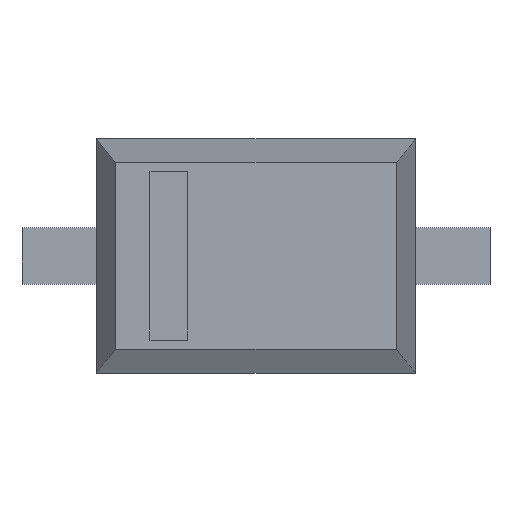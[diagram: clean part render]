
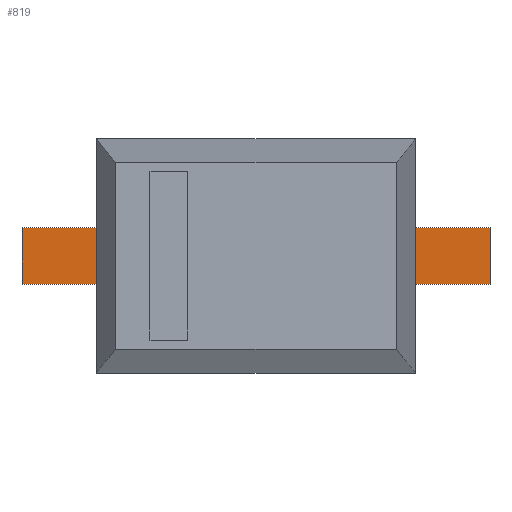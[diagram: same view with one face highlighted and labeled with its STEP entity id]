
A CAD part, top view. The second image highlights one B-rep face of the part: STEP entity #819.
In plain terms, the highlighted free-form (B-spline) face has degree [3, 3] with [4, 4] control points.
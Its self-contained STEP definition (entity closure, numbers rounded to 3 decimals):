
#450 = VERTEX_POINT('',#451);
#451 = CARTESIAN_POINT('',(-1.25,0.15,0.1));
#461 = B_SPLINE_SURFACE_WITH_KNOTS('',3,3,(
    (#462,#463,#464,#465)
    ,(#466,#467,#468,#469)
    ,(#470,#471,#472,#473)
    ,(#474,#475,#476,#477
    )),.UNSPECIFIED.,.F.,.F.,.F.,(4,4),(4,4),(0.,1.),(0.,1.),
  .PIECEWISE_BEZIER_KNOTS.);
#462 = CARTESIAN_POINT('',(-1.25,0.15,0.1));
#463 = CARTESIAN_POINT('',(-1.25,0.05,0.1));
#464 = CARTESIAN_POINT('',(-1.25,-0.05,0.1));
#465 = CARTESIAN_POINT('',(-1.25,-0.15,0.1));
#466 = CARTESIAN_POINT('',(-1.25,0.15,0.067));
#467 = CARTESIAN_POINT('',(-1.25,0.05,0.067));
#468 = CARTESIAN_POINT('',(-1.25,-0.05,0.067));
#469 = CARTESIAN_POINT('',(-1.25,-0.15,0.067));
#470 = CARTESIAN_POINT('',(-1.25,0.15,0.033));
#471 = CARTESIAN_POINT('',(-1.25,0.05,0.033));
#472 = CARTESIAN_POINT('',(-1.25,-0.05,0.033));
#473 = CARTESIAN_POINT('',(-1.25,-0.15,0.033));
#474 = CARTESIAN_POINT('',(-1.25,0.15,0.));
#475 = CARTESIAN_POINT('',(-1.25,0.05,0.));
#476 = CARTESIAN_POINT('',(-1.25,-0.05,0.));
#477 = CARTESIAN_POINT('',(-1.25,-0.15,0.));
#484 = B_SPLINE_SURFACE_WITH_KNOTS('',3,3,(
    (#485,#486,#487,#488)
    ,(#489,#490,#491,#492)
    ,(#493,#494,#495,#496)
    ,(#497,#498,#499,#500
    )),.UNSPECIFIED.,.F.,.F.,.F.,(4,4),(4,4),(0.,1.),(0.,1.),
  .PIECEWISE_BEZIER_KNOTS.);
#485 = CARTESIAN_POINT('',(-1.25,0.15,0.));
#486 = CARTESIAN_POINT('',(-0.417,0.15,0.));
#487 = CARTESIAN_POINT('',(0.417,0.15,0.));
#488 = CARTESIAN_POINT('',(1.25,0.15,0.));
#489 = CARTESIAN_POINT('',(-1.25,0.15,0.033));
#490 = CARTESIAN_POINT('',(-0.417,0.15,0.033));
#491 = CARTESIAN_POINT('',(0.417,0.15,0.033));
#492 = CARTESIAN_POINT('',(1.25,0.15,0.033));
#493 = CARTESIAN_POINT('',(-1.25,0.15,0.067));
#494 = CARTESIAN_POINT('',(-0.417,0.15,0.067));
#495 = CARTESIAN_POINT('',(0.417,0.15,0.067));
#496 = CARTESIAN_POINT('',(1.25,0.15,0.067));
#497 = CARTESIAN_POINT('',(-1.25,0.15,0.1));
#498 = CARTESIAN_POINT('',(-0.417,0.15,0.1));
#499 = CARTESIAN_POINT('',(0.417,0.15,0.1));
#500 = CARTESIAN_POINT('',(1.25,0.15,0.1));
#547 = VERTEX_POINT('',#548);
#548 = CARTESIAN_POINT('',(-1.25,-0.15,0.1));
#562 = B_SPLINE_SURFACE_WITH_KNOTS('',3,3,(
    (#563,#564,#565,#566)
    ,(#567,#568,#569,#570)
    ,(#571,#572,#573,#574)
    ,(#575,#576,#577,#578
    )),.UNSPECIFIED.,.F.,.F.,.F.,(4,4),(4,4),(0.,1.),(0.,1.),
  .PIECEWISE_BEZIER_KNOTS.);
#563 = CARTESIAN_POINT('',(1.25,-0.15,0.1));
#564 = CARTESIAN_POINT('',(1.25,-0.15,0.067));
#565 = CARTESIAN_POINT('',(1.25,-0.15,0.033));
#566 = CARTESIAN_POINT('',(1.25,-0.15,0.));
#567 = CARTESIAN_POINT('',(0.417,-0.15,0.1));
#568 = CARTESIAN_POINT('',(0.417,-0.15,0.067));
#569 = CARTESIAN_POINT('',(0.417,-0.15,0.033));
#570 = CARTESIAN_POINT('',(0.417,-0.15,0.));
#571 = CARTESIAN_POINT('',(-0.417,-0.15,0.1));
#572 = CARTESIAN_POINT('',(-0.417,-0.15,0.067));
#573 = CARTESIAN_POINT('',(-0.417,-0.15,0.033));
#574 = CARTESIAN_POINT('',(-0.417,-0.15,0.));
#575 = CARTESIAN_POINT('',(-1.25,-0.15,0.1));
#576 = CARTESIAN_POINT('',(-1.25,-0.15,0.067));
#577 = CARTESIAN_POINT('',(-1.25,-0.15,0.033));
#578 = CARTESIAN_POINT('',(-1.25,-0.15,0.));
#585 = EDGE_CURVE('',#547,#450,#586,.T.);
#586 = SURFACE_CURVE('',#587,(#592,#598),.PCURVE_S1.);
#587 = B_SPLINE_CURVE_WITH_KNOTS('',3,(#588,#589,#590,#591),
  .UNSPECIFIED.,.F.,.F.,(4,4),(-1.,0.),.PIECEWISE_BEZIER_KNOTS.);
#588 = CARTESIAN_POINT('',(-1.25,-0.15,0.1));
#589 = CARTESIAN_POINT('',(-1.25,-0.05,0.1));
#590 = CARTESIAN_POINT('',(-1.25,0.05,0.1));
#591 = CARTESIAN_POINT('',(-1.25,0.15,0.1));
#592 = PCURVE('',#461,#593);
#593 = DEFINITIONAL_REPRESENTATION('',(#594),#597);
#594 = B_SPLINE_CURVE_WITH_KNOTS('',1,(#595,#596),.UNSPECIFIED.,.F.,.F.,
  (2,2),(-1.,0.),.PIECEWISE_BEZIER_KNOTS.);
#595 = CARTESIAN_POINT('',(0.,1.));
#596 = CARTESIAN_POINT('',(0.,0.));
#597 = ( GEOMETRIC_REPRESENTATION_CONTEXT(2) 
PARAMETRIC_REPRESENTATION_CONTEXT() REPRESENTATION_CONTEXT('2D SPACE',''
  ) );
#598 = PCURVE('',#599,#616);
#599 = B_SPLINE_SURFACE_WITH_KNOTS('',3,3,(
    (#600,#601,#602,#603)
    ,(#604,#605,#606,#607)
    ,(#608,#609,#610,#611)
    ,(#612,#613,#614,#615
    )),.UNSPECIFIED.,.F.,.F.,.F.,(4,4),(4,4),(0.,1.),(0.,1.),
  .PIECEWISE_BEZIER_KNOTS.);
#600 = CARTESIAN_POINT('',(-1.25,-0.15,0.1));
#601 = CARTESIAN_POINT('',(-1.25,-0.05,0.1));
#602 = CARTESIAN_POINT('',(-1.25,0.05,0.1));
#603 = CARTESIAN_POINT('',(-1.25,0.15,0.1));
#604 = CARTESIAN_POINT('',(-0.417,-0.15,0.1));
#605 = CARTESIAN_POINT('',(-0.417,-0.05,0.1));
#606 = CARTESIAN_POINT('',(-0.417,0.05,0.1));
#607 = CARTESIAN_POINT('',(-0.417,0.15,0.1));
#608 = CARTESIAN_POINT('',(0.417,-0.15,0.1));
#609 = CARTESIAN_POINT('',(0.417,-0.05,0.1));
#610 = CARTESIAN_POINT('',(0.417,0.05,0.1));
#611 = CARTESIAN_POINT('',(0.417,0.15,0.1));
#612 = CARTESIAN_POINT('',(1.25,-0.15,0.1));
#613 = CARTESIAN_POINT('',(1.25,-0.05,0.1));
#614 = CARTESIAN_POINT('',(1.25,0.05,0.1));
#615 = CARTESIAN_POINT('',(1.25,0.15,0.1));
#616 = DEFINITIONAL_REPRESENTATION('',(#617),#620);
#617 = B_SPLINE_CURVE_WITH_KNOTS('',1,(#618,#619),.UNSPECIFIED.,.F.,.F.,
  (2,2),(-1.,0.),.PIECEWISE_BEZIER_KNOTS.);
#618 = CARTESIAN_POINT('',(0.,0.));
#619 = CARTESIAN_POINT('',(0.,1.));
#620 = ( GEOMETRIC_REPRESENTATION_CONTEXT(2) 
PARAMETRIC_REPRESENTATION_CONTEXT() REPRESENTATION_CONTEXT('2D SPACE',''
  ) );
#626 = EDGE_CURVE('',#450,#627,#629,.T.);
#627 = VERTEX_POINT('',#628);
#628 = CARTESIAN_POINT('',(1.25,0.15,0.1));
#629 = SURFACE_CURVE('',#630,(#635,#641),.PCURVE_S1.);
#630 = B_SPLINE_CURVE_WITH_KNOTS('',3,(#631,#632,#633,#634),
  .UNSPECIFIED.,.F.,.F.,(4,4),(0.,1.),.PIECEWISE_BEZIER_KNOTS.);
#631 = CARTESIAN_POINT('',(-1.25,0.15,0.1));
#632 = CARTESIAN_POINT('',(-0.417,0.15,0.1));
#633 = CARTESIAN_POINT('',(0.417,0.15,0.1));
#634 = CARTESIAN_POINT('',(1.25,0.15,0.1));
#635 = PCURVE('',#484,#636);
#636 = DEFINITIONAL_REPRESENTATION('',(#637),#640);
#637 = B_SPLINE_CURVE_WITH_KNOTS('',1,(#638,#639),.UNSPECIFIED.,.F.,.F.,
  (2,2),(0.,1.),.PIECEWISE_BEZIER_KNOTS.);
#638 = CARTESIAN_POINT('',(1.,0.));
#639 = CARTESIAN_POINT('',(1.,1.));
#640 = ( GEOMETRIC_REPRESENTATION_CONTEXT(2) 
PARAMETRIC_REPRESENTATION_CONTEXT() REPRESENTATION_CONTEXT('2D SPACE',''
  ) );
#641 = PCURVE('',#599,#642);
#642 = DEFINITIONAL_REPRESENTATION('',(#643),#646);
#643 = B_SPLINE_CURVE_WITH_KNOTS('',1,(#644,#645),.UNSPECIFIED.,.F.,.F.,
  (2,2),(0.,1.),.PIECEWISE_BEZIER_KNOTS.);
#644 = CARTESIAN_POINT('',(0.,1.));
#645 = CARTESIAN_POINT('',(1.,1.));
#646 = ( GEOMETRIC_REPRESENTATION_CONTEXT(2) 
PARAMETRIC_REPRESENTATION_CONTEXT() REPRESENTATION_CONTEXT('2D SPACE',''
  ) );
#664 = B_SPLINE_SURFACE_WITH_KNOTS('',3,3,(
    (#665,#666,#667,#668)
    ,(#669,#670,#671,#672)
    ,(#673,#674,#675,#676)
    ,(#677,#678,#679,#680
    )),.UNSPECIFIED.,.F.,.F.,.F.,(4,4),(4,4),(0.,1.),(0.,1.),
  .PIECEWISE_BEZIER_KNOTS.);
#665 = CARTESIAN_POINT('',(1.25,-0.15,0.));
#666 = CARTESIAN_POINT('',(1.25,-0.15,0.033));
#667 = CARTESIAN_POINT('',(1.25,-0.15,0.067));
#668 = CARTESIAN_POINT('',(1.25,-0.15,0.1));
#669 = CARTESIAN_POINT('',(1.25,-0.05,0.));
#670 = CARTESIAN_POINT('',(1.25,-0.05,0.033));
#671 = CARTESIAN_POINT('',(1.25,-0.05,0.067));
#672 = CARTESIAN_POINT('',(1.25,-0.05,0.1));
#673 = CARTESIAN_POINT('',(1.25,0.05,0.));
#674 = CARTESIAN_POINT('',(1.25,0.05,0.033));
#675 = CARTESIAN_POINT('',(1.25,0.05,0.067));
#676 = CARTESIAN_POINT('',(1.25,0.05,0.1));
#677 = CARTESIAN_POINT('',(1.25,0.15,0.));
#678 = CARTESIAN_POINT('',(1.25,0.15,0.033));
#679 = CARTESIAN_POINT('',(1.25,0.15,0.067));
#680 = CARTESIAN_POINT('',(1.25,0.15,0.1));
#733 = EDGE_CURVE('',#627,#734,#736,.T.);
#734 = VERTEX_POINT('',#735);
#735 = CARTESIAN_POINT('',(1.25,-0.15,0.1));
#736 = SURFACE_CURVE('',#737,(#742,#748),.PCURVE_S1.);
#737 = B_SPLINE_CURVE_WITH_KNOTS('',3,(#738,#739,#740,#741),
  .UNSPECIFIED.,.F.,.F.,(4,4),(-1.,0.),.PIECEWISE_BEZIER_KNOTS.);
#738 = CARTESIAN_POINT('',(1.25,0.15,0.1));
#739 = CARTESIAN_POINT('',(1.25,0.05,0.1));
#740 = CARTESIAN_POINT('',(1.25,-0.05,0.1));
#741 = CARTESIAN_POINT('',(1.25,-0.15,0.1));
#742 = PCURVE('',#664,#743);
#743 = DEFINITIONAL_REPRESENTATION('',(#744),#747);
#744 = B_SPLINE_CURVE_WITH_KNOTS('',1,(#745,#746),.UNSPECIFIED.,.F.,.F.,
  (2,2),(-1.,0.),.PIECEWISE_BEZIER_KNOTS.);
#745 = CARTESIAN_POINT('',(1.,1.));
#746 = CARTESIAN_POINT('',(0.,1.));
#747 = ( GEOMETRIC_REPRESENTATION_CONTEXT(2) 
PARAMETRIC_REPRESENTATION_CONTEXT() REPRESENTATION_CONTEXT('2D SPACE',''
  ) );
#748 = PCURVE('',#599,#749);
#749 = DEFINITIONAL_REPRESENTATION('',(#750),#753);
#750 = B_SPLINE_CURVE_WITH_KNOTS('',1,(#751,#752),.UNSPECIFIED.,.F.,.F.,
  (2,2),(-1.,0.),.PIECEWISE_BEZIER_KNOTS.);
#751 = CARTESIAN_POINT('',(1.,1.));
#752 = CARTESIAN_POINT('',(1.,0.));
#753 = ( GEOMETRIC_REPRESENTATION_CONTEXT(2) 
PARAMETRIC_REPRESENTATION_CONTEXT() REPRESENTATION_CONTEXT('2D SPACE',''
  ) );
#778 = EDGE_CURVE('',#734,#547,#779,.T.);
#779 = SURFACE_CURVE('',#780,(#785,#791),.PCURVE_S1.);
#780 = B_SPLINE_CURVE_WITH_KNOTS('',3,(#781,#782,#783,#784),
  .UNSPECIFIED.,.F.,.F.,(4,4),(0.,1.),.PIECEWISE_BEZIER_KNOTS.);
#781 = CARTESIAN_POINT('',(1.25,-0.15,0.1));
#782 = CARTESIAN_POINT('',(0.417,-0.15,0.1));
#783 = CARTESIAN_POINT('',(-0.417,-0.15,0.1));
#784 = CARTESIAN_POINT('',(-1.25,-0.15,0.1));
#785 = PCURVE('',#562,#786);
#786 = DEFINITIONAL_REPRESENTATION('',(#787),#790);
#787 = B_SPLINE_CURVE_WITH_KNOTS('',1,(#788,#789),.UNSPECIFIED.,.F.,.F.,
  (2,2),(0.,1.),.PIECEWISE_BEZIER_KNOTS.);
#788 = CARTESIAN_POINT('',(0.,0.));
#789 = CARTESIAN_POINT('',(1.,0.));
#790 = ( GEOMETRIC_REPRESENTATION_CONTEXT(2) 
PARAMETRIC_REPRESENTATION_CONTEXT() REPRESENTATION_CONTEXT('2D SPACE',''
  ) );
#791 = PCURVE('',#599,#792);
#792 = DEFINITIONAL_REPRESENTATION('',(#793),#796);
#793 = B_SPLINE_CURVE_WITH_KNOTS('',1,(#794,#795),.UNSPECIFIED.,.F.,.F.,
  (2,2),(0.,1.),.PIECEWISE_BEZIER_KNOTS.);
#794 = CARTESIAN_POINT('',(1.,0.));
#795 = CARTESIAN_POINT('',(0.,0.));
#796 = ( GEOMETRIC_REPRESENTATION_CONTEXT(2) 
PARAMETRIC_REPRESENTATION_CONTEXT() REPRESENTATION_CONTEXT('2D SPACE',''
  ) );
#819 = ADVANCED_FACE('',(#820),#599,.T.);
#820 = FACE_BOUND('',#821,.T.);
#821 = EDGE_LOOP('',(#822,#823,#824,#825));
#822 = ORIENTED_EDGE('',*,*,#778,.F.);
#823 = ORIENTED_EDGE('',*,*,#733,.F.);
#824 = ORIENTED_EDGE('',*,*,#626,.F.);
#825 = ORIENTED_EDGE('',*,*,#585,.F.);
